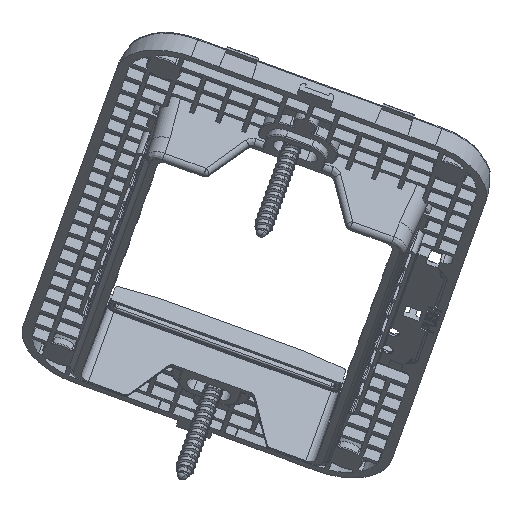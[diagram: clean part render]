
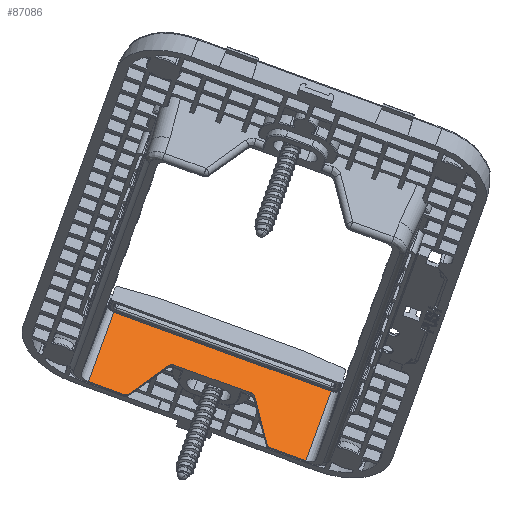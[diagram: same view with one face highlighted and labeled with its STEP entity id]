
A CAD part, left-side view. The second image highlights one B-rep face of the part: STEP entity #87086.
In plain terms, the highlighted face is planar.
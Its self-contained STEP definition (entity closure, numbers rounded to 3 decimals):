
#53104=CARTESIAN_POINT('Vertex',(-37.995,-8.289,-2.)) ;
#53107=CARTESIAN_POINT('Line Origine',(-38.07,-10.771,-6.3)) ;
#53111=CARTESIAN_POINT('Vertex',(-38.145,-13.254,-10.6)) ;
#53135=CARTESIAN_POINT('Vertex',(-37.987,-7.423,-1.5)) ;
#53139=CARTESIAN_POINT('Control Point',(-37.995,-8.289,-2.)) ;
#53140=CARTESIAN_POINT('Control Point',(-37.991,-8.158,-1.773)) ;
#53141=CARTESIAN_POINT('Control Point',(-37.988,-7.947,-1.592)) ;
#53142=CARTESIAN_POINT('Control Point',(-37.987,-7.684,-1.5)) ;
#53143=CARTESIAN_POINT('Control Point',(-37.987,-7.423,-1.5)) ;
#53161=CARTESIAN_POINT('Vertex',(-37.987,7.423,-1.5)) ;
#53164=CARTESIAN_POINT('Line Origine',(-37.987,0.,-1.5)) ;
#53201=CARTESIAN_POINT('Vertex',(-37.995,8.289,-2.)) ;
#53205=CARTESIAN_POINT('Control Point',(-37.995,8.289,-2.)) ;
#53206=CARTESIAN_POINT('Control Point',(-37.991,8.158,-1.773)) ;
#53207=CARTESIAN_POINT('Control Point',(-37.988,7.947,-1.592)) ;
#53208=CARTESIAN_POINT('Control Point',(-37.987,7.684,-1.5)) ;
#53209=CARTESIAN_POINT('Control Point',(-37.987,7.423,-1.5)) ;
#53227=CARTESIAN_POINT('Vertex',(-38.145,13.254,-10.6)) ;
#53230=CARTESIAN_POINT('Line Origine',(-38.07,10.771,-6.3)) ;
#54704=CARTESIAN_POINT('Vertex',(-38.154,-14.12,-11.1)) ;
#54708=CARTESIAN_POINT('Control Point',(-38.154,-14.12,-11.1)) ;
#54709=CARTESIAN_POINT('Control Point',(-38.154,-13.858,-11.1)) ;
#54710=CARTESIAN_POINT('Control Point',(-38.153,-13.596,-11.008)) ;
#54711=CARTESIAN_POINT('Control Point',(-38.149,-13.385,-10.827)) ;
#54712=CARTESIAN_POINT('Control Point',(-38.145,-13.254,-10.6)) ;
#59820=CARTESIAN_POINT('Vertex',(-38.154,14.12,-11.1)) ;
#59824=CARTESIAN_POINT('Control Point',(-38.154,14.12,-11.1)) ;
#59825=CARTESIAN_POINT('Control Point',(-38.154,13.858,-11.1)) ;
#59826=CARTESIAN_POINT('Control Point',(-38.153,13.596,-11.008)) ;
#59827=CARTESIAN_POINT('Control Point',(-38.149,13.385,-10.827)) ;
#59828=CARTESIAN_POINT('Control Point',(-38.145,13.254,-10.6)) ;
#87014=CARTESIAN_POINT('Vertex',(-38.154,20.935,-11.1)) ;
#87031=CARTESIAN_POINT('Vertex',(-37.878,20.935,4.7)) ;
#87034=CARTESIAN_POINT('Line Origine',(-38.016,20.935,-3.2)) ;
#87046=CARTESIAN_POINT('Axis2P3D Location',(-37.95,0.,0.6)) ;
#87052=CARTESIAN_POINT('Control Point',(-38.154,14.12,-11.1)) ;
#87053=CARTESIAN_POINT('Control Point',(-38.154,20.935,-11.1)) ;
#87056=CARTESIAN_POINT('Control Point',(-37.878,-20.935,4.7)) ;
#87057=CARTESIAN_POINT('Control Point',(-37.878,20.935,4.7)) ;
#87058=CARTESIAN_POINT('Vertex',(-37.878,-20.935,4.7)) ;
#87061=CARTESIAN_POINT('Line Origine',(-38.016,-20.935,-3.2)) ;
#87065=CARTESIAN_POINT('Vertex',(-38.154,-20.935,-11.1)) ;
#87069=CARTESIAN_POINT('Control Point',(-38.154,-14.12,-11.1)) ;
#87070=CARTESIAN_POINT('Control Point',(-38.154,-20.935,-11.1)) ;
#53108=DIRECTION('Vector Direction',(0.015,0.5,0.866)) ;
#53165=DIRECTION('Vector Direction',(0.,-1.,0.)) ;
#53231=DIRECTION('Vector Direction',(0.015,-0.5,0.866)) ;
#87035=DIRECTION('Vector Direction',(-0.017,0.,-1.)) ;
#87047=DIRECTION('Axis2P3D Direction',(-1.,0.,0.017)) ;
#87048=DIRECTION('Axis2P3D XDirection',(0.,1.,0.)) ;
#87062=DIRECTION('Vector Direction',(-0.017,0.,-1.)) ;
#87049=AXIS2_PLACEMENT_3D('Plane Axis2P3D',#87046,#87047,#87048) ;
#87073=ORIENTED_EDGE('',*,*,#54713,.F.) ;
#87074=ORIENTED_EDGE('',*,*,#53113,.T.) ;
#87075=ORIENTED_EDGE('',*,*,#53144,.T.) ;
#87076=ORIENTED_EDGE('',*,*,#53168,.T.) ;
#87077=ORIENTED_EDGE('',*,*,#53210,.F.) ;
#87078=ORIENTED_EDGE('',*,*,#53234,.F.) ;
#87079=ORIENTED_EDGE('',*,*,#59829,.F.) ;
#87080=ORIENTED_EDGE('',*,*,#87054,.F.) ;
#87081=ORIENTED_EDGE('',*,*,#87038,.T.) ;
#87082=ORIENTED_EDGE('',*,*,#87060,.T.) ;
#87083=ORIENTED_EDGE('',*,*,#87067,.F.) ;
#87084=ORIENTED_EDGE('',*,*,#87071,.T.) ;
#53109=VECTOR('Line Direction',#53108,1.) ;
#53166=VECTOR('Line Direction',#53165,1.) ;
#53232=VECTOR('Line Direction',#53231,1.) ;
#87036=VECTOR('Line Direction',#87035,1.) ;
#87063=VECTOR('Line Direction',#87062,1.) ;
#87086=ADVANCED_FACE('armatura',(#87085),#87050,.F.) ;
#53138=B_SPLINE_CURVE_WITH_KNOTS('',4,(#53139,#53140,#53141,#53142,#53143),.UNSPECIFIED.,.F.,.U.,(5,5),(0.,1.481),.UNSPECIFIED.) ;
#53204=B_SPLINE_CURVE_WITH_KNOTS('',4,(#53205,#53206,#53207,#53208,#53209),.UNSPECIFIED.,.F.,.U.,(5,5),(0.,1.481),.UNSPECIFIED.) ;
#54707=B_SPLINE_CURVE_WITH_KNOTS('',4,(#54708,#54709,#54710,#54711,#54712),.UNSPECIFIED.,.F.,.U.,(5,5),(0.,1.481),.UNSPECIFIED.) ;
#59823=B_SPLINE_CURVE_WITH_KNOTS('',4,(#59824,#59825,#59826,#59827,#59828),.UNSPECIFIED.,.F.,.U.,(5,5),(0.,1.481),.UNSPECIFIED.) ;
#87051=B_SPLINE_CURVE_WITH_KNOTS('',1,(#87052,#87053),.UNSPECIFIED.,.F.,.U.,(2,2),(3.652,10.468),.UNSPECIFIED.) ;
#87055=B_SPLINE_CURVE_WITH_KNOTS('',1,(#87056,#87057),.UNSPECIFIED.,.F.,.U.,(2,2),(-10.468,31.403),.UNSPECIFIED.) ;
#87068=B_SPLINE_CURVE_WITH_KNOTS('',1,(#87069,#87070),.UNSPECIFIED.,.F.,.U.,(2,2),(3.652,10.468),.UNSPECIFIED.) ;
#53113=EDGE_CURVE('',#53112,#53105,#53110,.T.) ;
#53144=EDGE_CURVE('',#53105,#53136,#53138,.T.) ;
#53168=EDGE_CURVE('',#53136,#53162,#53167,.F.) ;
#53210=EDGE_CURVE('',#53202,#53162,#53204,.T.) ;
#53234=EDGE_CURVE('',#53228,#53202,#53233,.T.) ;
#54713=EDGE_CURVE('',#53112,#54705,#54707,.F.) ;
#59829=EDGE_CURVE('',#59821,#53228,#59823,.T.) ;
#87038=EDGE_CURVE('',#87015,#87032,#87037,.F.) ;
#87054=EDGE_CURVE('',#87015,#59821,#87051,.F.) ;
#87060=EDGE_CURVE('',#87032,#87059,#87055,.F.) ;
#87067=EDGE_CURVE('',#87066,#87059,#87064,.F.) ;
#87071=EDGE_CURVE('',#87066,#54705,#87068,.F.) ;
#87072=EDGE_LOOP('',(#87073,#87074,#87075,#87076,#87077,#87078,#87079,#87080,#87081,#87082,#87083,#87084)) ;
#87085=FACE_OUTER_BOUND('',#87072,.T.) ;
#53110=LINE('Line',#53107,#53109) ;
#53167=LINE('Line',#53164,#53166) ;
#53233=LINE('Line',#53230,#53232) ;
#87037=LINE('Line',#87034,#87036) ;
#87064=LINE('Line',#87061,#87063) ;
#87050=PLANE('',#87049) ;
#53105=VERTEX_POINT('',#53104) ;
#53112=VERTEX_POINT('',#53111) ;
#53136=VERTEX_POINT('',#53135) ;
#53162=VERTEX_POINT('',#53161) ;
#53202=VERTEX_POINT('',#53201) ;
#53228=VERTEX_POINT('',#53227) ;
#54705=VERTEX_POINT('',#54704) ;
#59821=VERTEX_POINT('',#59820) ;
#87015=VERTEX_POINT('',#87014) ;
#87032=VERTEX_POINT('',#87031) ;
#87059=VERTEX_POINT('',#87058) ;
#87066=VERTEX_POINT('',#87065) ;
